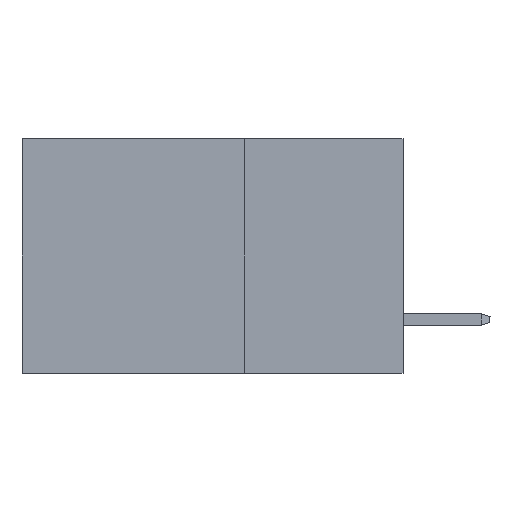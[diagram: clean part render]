
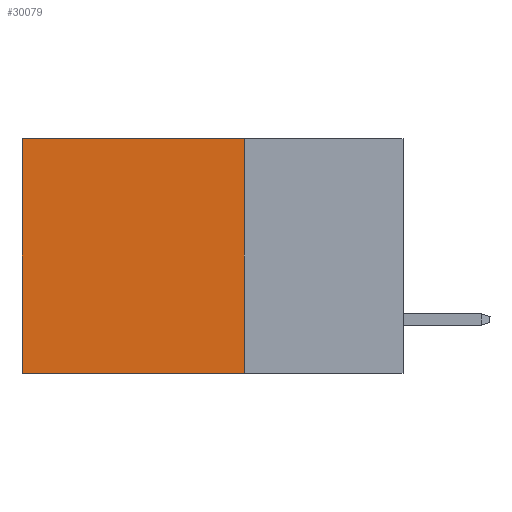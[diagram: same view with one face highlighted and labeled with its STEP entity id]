
A CAD part, left-side view. The second image highlights one B-rep face of the part: STEP entity #30079.
In plain terms, the highlighted planar face has unit normal (-1, 0, 0).
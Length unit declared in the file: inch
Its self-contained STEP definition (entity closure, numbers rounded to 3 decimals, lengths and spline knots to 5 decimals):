
#325 = LINE ( 'NONE', #24118, #22042 ) ;
#650 = EDGE_LOOP ( 'NONE', ( #7134, #36631, #14623, #13776 ) ) ;
#2009 = AXIS2_PLACEMENT_3D ( 'NONE', #26680, #3740, #40683 ) ;
#2090 = DIRECTION ( 'NONE',  ( 0., 1., 0. ) ) ;
#2116 = CARTESIAN_POINT ( 'NONE',  ( 0.2875, 0.25, 0. ) ) ;
#3265 = EDGE_CURVE ( 'NONE', #15886, #10540, #9640, .T. ) ;
#3740 = DIRECTION ( 'NONE',  ( 1., 0., 0. ) ) ;
#4660 = DIRECTION ( 'NONE',  ( 0., 1., 0. ) ) ;
#6019 = CARTESIAN_POINT ( 'NONE',  ( 0.2875, 0.25, 0. ) ) ;
#7134 = ORIENTED_EDGE ( 'NONE', *, *, #43902, .T. ) ;
#7186 = FACE_OUTER_BOUND ( 'NONE', #650, .T. ) ;
#8047 = EDGE_CURVE ( 'NONE', #23917, #25852, #36016, .T. ) ;
#9640 = LINE ( 'NONE', #33439, #41558 ) ;
#10540 = VERTEX_POINT ( 'NONE', #39459 ) ;
#12174 = CARTESIAN_POINT ( 'NONE',  ( 0.2875, 0.6, 0. ) ) ;
#13776 = ORIENTED_EDGE ( 'NONE', *, *, #8047, .T. ) ;
#14623 = ORIENTED_EDGE ( 'NONE', *, *, #35415, .F. ) ;
#15886 = VERTEX_POINT ( 'NONE', #25098 ) ;
#22042 = VECTOR ( 'NONE', #28003, 39.37008 ) ;
#23917 = VERTEX_POINT ( 'NONE', #6019 ) ;
#24118 = CARTESIAN_POINT ( 'NONE',  ( 0.2875, 0.25, 0. ) ) ;
#25098 = CARTESIAN_POINT ( 'NONE',  ( 0.2875, 0.25, -0.37 ) ) ;
#25852 = VERTEX_POINT ( 'NONE', #39571 ) ;
#26680 = CARTESIAN_POINT ( 'NONE',  ( 0.2875, 0.25, 0. ) ) ;
#28003 = DIRECTION ( 'NONE',  ( 0., 0., -1. ) ) ;
#28255 = VECTOR ( 'NONE', #29110, 39.37008 ) ;
#29110 = DIRECTION ( 'NONE',  ( 0., 0., -1. ) ) ;
#30079 = ADVANCED_FACE ( 'NONE', ( #7186 ), #38546, .F. ) ;
#33439 = CARTESIAN_POINT ( 'NONE',  ( 0.2875, 0.25, -0.37 ) ) ;
#33733 = VECTOR ( 'NONE', #4660, 39.37008 ) ;
#35415 = EDGE_CURVE ( 'NONE', #23917, #15886, #325, .T. ) ;
#36016 = LINE ( 'NONE', #2116, #33733 ) ;
#36631 = ORIENTED_EDGE ( 'NONE', *, *, #3265, .F. ) ;
#38546 = PLANE ( 'NONE',  #2009 ) ;
#39459 = CARTESIAN_POINT ( 'NONE',  ( 0.2875, 0.6, -0.37 ) ) ;
#39571 = CARTESIAN_POINT ( 'NONE',  ( 0.2875, 0.6, 0. ) ) ;
#39641 = LINE ( 'NONE', #12174, #28255 ) ;
#40683 = DIRECTION ( 'NONE',  ( 0., 0., -1. ) ) ;
#41558 = VECTOR ( 'NONE', #2090, 39.37008 ) ;
#43902 = EDGE_CURVE ( 'NONE', #25852, #10540, #39641, .T. ) ;
